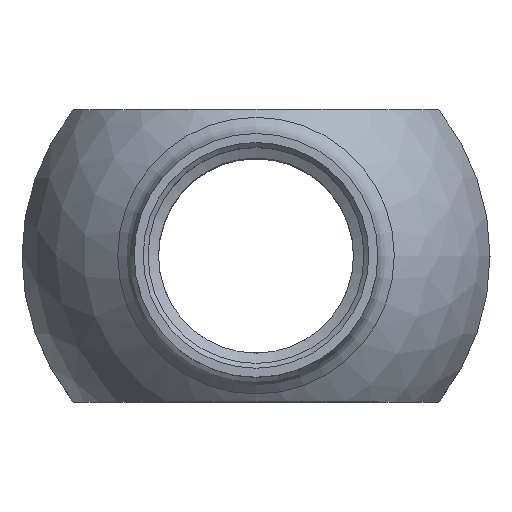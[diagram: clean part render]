
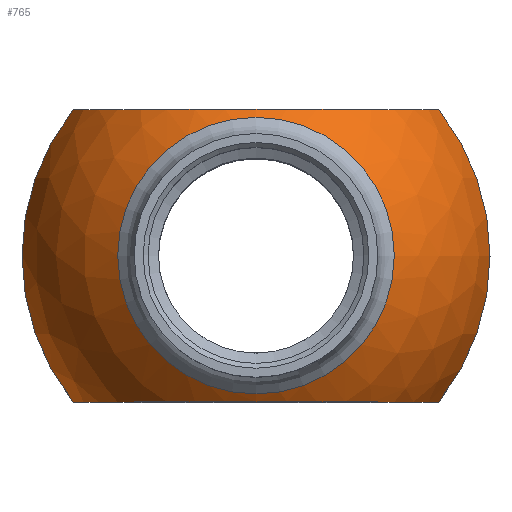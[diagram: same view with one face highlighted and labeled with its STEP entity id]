
A CAD part, top view. The second image highlights one B-rep face of the part: STEP entity #765.
In plain terms, the highlighted spherical face has radius 24.5 mm.
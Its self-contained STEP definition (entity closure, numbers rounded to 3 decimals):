
#707=CARTESIAN_POINT('',(13.186,10.807,19.976));
#708=VERTEX_POINT('',#707);
#709=CARTESIAN_POINT('',(-0.998,10.807,19.976));
#710=DIRECTION('',(0.0,0.0,1.0));
#711=DIRECTION('',(-1.0,0.0,0.0));
#712=AXIS2_PLACEMENT_3D('',#709,#710,#711);
#713=CIRCLE('',#712,14.184);
#714=EDGE_CURVE('',#708,#708,#713,.T.);
#719=CARTESIAN_POINT('',(-0.998,10.807,0.0));
#720=DIRECTION('',(0.0,0.0,1.0));
#721=DIRECTION('',(1.0,0.0,0.0));
#722=AXIS2_PLACEMENT_3D('',#719,#720,#721);
#723=SPHERICAL_SURFACE('',#722,24.5);
#724=CARTESIAN_POINT('',(17.737,25.807,4.924));
#725=VERTEX_POINT('',#724);
#726=CARTESIAN_POINT('',(-19.733,25.807,4.924));
#727=VERTEX_POINT('',#726);
#728=CARTESIAN_POINT('',(-0.998,25.807,0.0));
#729=DIRECTION('',(0.0,-1.0,0.0));
#730=DIRECTION('',(0.0,0.0,1.0));
#731=AXIS2_PLACEMENT_3D('',#728,#729,#730);
#732=CIRCLE('',#731,19.371);
#733=EDGE_CURVE('',#725,#727,#732,.T.);
#734=ORIENTED_EDGE('',*,*,#733,.T.);
#735=CARTESIAN_POINT('',(-19.733,-4.193,4.924));
#736=VERTEX_POINT('',#735);
#737=CARTESIAN_POINT('',(-0.998,10.807,4.924));
#738=DIRECTION('',(0.0,0.0,-1.0));
#739=DIRECTION('',(-1.0,0.0,0.0));
#740=AXIS2_PLACEMENT_3D('',#737,#738,#739);
#741=CIRCLE('',#740,24.);
#742=EDGE_CURVE('',#736,#727,#741,.T.);
#743=ORIENTED_EDGE('',*,*,#742,.F.);
#744=CARTESIAN_POINT('',(17.737,-4.193,4.924));
#745=VERTEX_POINT('',#744);
#746=CARTESIAN_POINT('',(-0.998,-4.193,0.0));
#747=DIRECTION('',(0.0,1.0,0.0));
#748=DIRECTION('',(0.0,0.0,-1.0));
#749=AXIS2_PLACEMENT_3D('',#746,#747,#748);
#750=CIRCLE('',#749,19.371);
#751=EDGE_CURVE('',#736,#745,#750,.T.);
#752=ORIENTED_EDGE('',*,*,#751,.T.);
#753=CARTESIAN_POINT('',(-0.998,10.807,4.924));
#754=DIRECTION('',(0.0,0.0,-1.0));
#755=DIRECTION('',(-1.0,0.0,0.0));
#756=AXIS2_PLACEMENT_3D('',#753,#754,#755);
#757=CIRCLE('',#756,24.);
#758=EDGE_CURVE('',#725,#745,#757,.T.);
#759=ORIENTED_EDGE('',*,*,#758,.F.);
#760=EDGE_LOOP('',(#734,#743,#752,#759));
#761=FACE_OUTER_BOUND('',#760,.T.);
#762=ORIENTED_EDGE('',*,*,#714,.F.);
#763=EDGE_LOOP('',(#762));
#764=FACE_BOUND('',#763,.T.);
#765=ADVANCED_FACE('',(#761,#764),#723,.T.);
